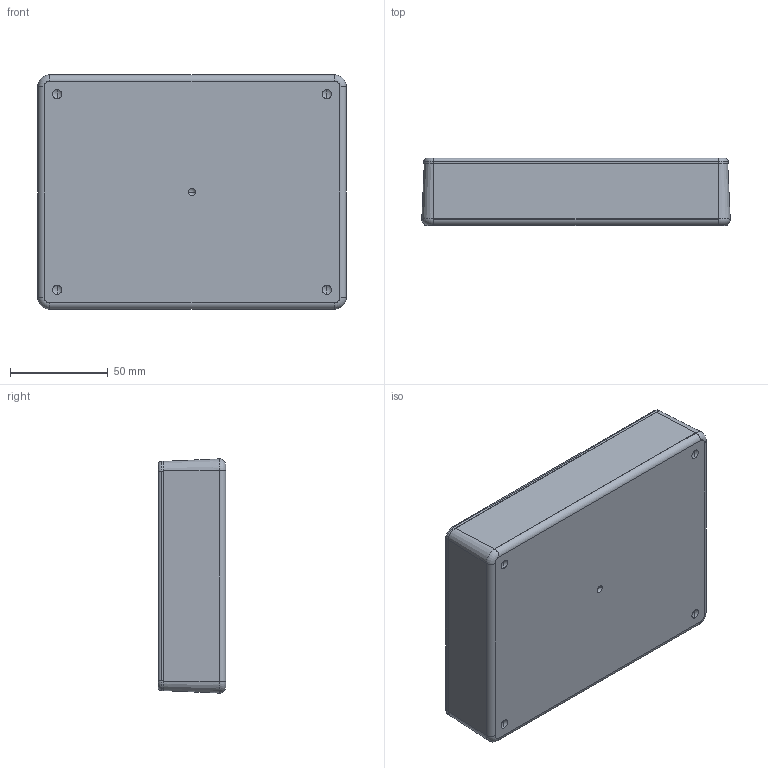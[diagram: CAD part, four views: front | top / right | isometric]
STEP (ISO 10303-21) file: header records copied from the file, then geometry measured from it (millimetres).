
FILE_DESCRIPTION (( 'STEP AP214' ), '1' );
FILE_NAME ('DC-45PMBYR_ASS''Y.STEP', '2010-08-23T12:11:45', ( '' ), ( '' ), 'SwSTEP 2.0', 'SolidWorks 2010', '' );
FILE_SCHEMA (( 'AUTOMOTIVE_DESIGN' ));
Length unit declared in the file: inch
Products named in the file (4): DC-45B_DC-45BPMBY; DC-46C_DC-46C-R; SCREWS-DC-BR; DC-45PMBYR_ASS''Y
Assembly tree (6 placements, depth 2):
  DC-45PMBYR_ASS''Y
    SCREWS-DC-BR  x4
    DC-45B_DC-45BPMBY
    DC-46C_DC-46C-R
Bounding box: 157.85 x 34.47 x 119.88 mm (x, y, z)
Volume: 154233.8 mm3; surface area: 113606.2 mm2
Topology: 10 solids, 10 shells, 433 faces, 1018 edges, 654 vertices
Faces by surface type: plane 165, cylinder 152, cone 80, torus 16, sphere 12, bspline 8
Entity records: 11251 total; most frequent: CARTESIAN_POINT 1962, DIRECTION 1856, ORIENTED_EDGE 1604, EDGE_CURVE 802, AXIS2_PLACEMENT_3D 754, VERTEX_POINT 516, EDGE_LOOP 414, CIRCLE 398
